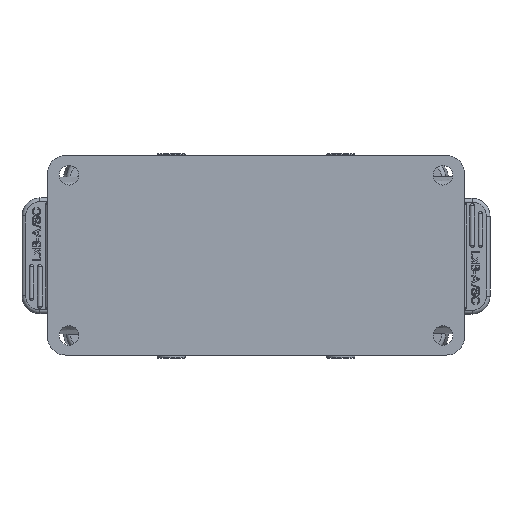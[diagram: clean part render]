
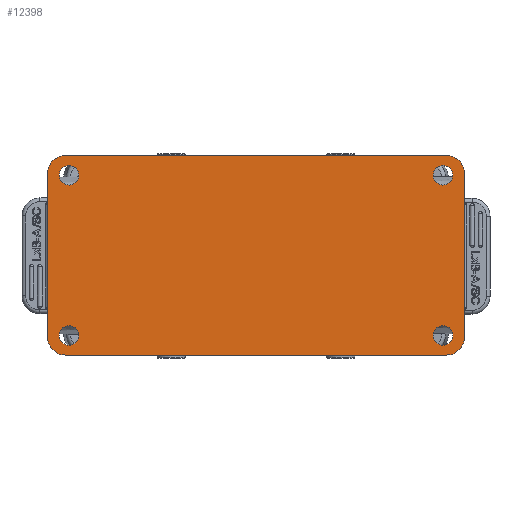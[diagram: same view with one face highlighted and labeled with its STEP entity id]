
A CAD part, front view. The second image highlights one B-rep face of the part: STEP entity #12398.
In plain terms, the highlighted planar face has unit normal (0, -1, 0).
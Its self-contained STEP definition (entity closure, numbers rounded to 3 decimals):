
#8177=CIRCLE('',#35397,2.75);
#8179=CIRCLE('',#35400,2.75);
#8182=CIRCLE('',#35404,2.75);
#8781=CIRCLE('',#36692,2.75);
#8784=CIRCLE('',#36696,2.75);
#8785=CIRCLE('',#36698,2.75);
#8788=CIRCLE('',#36702,2.75);
#8800=CIRCLE('',#36730,5.);
#8801=CIRCLE('',#36732,5.);
#8911=CIRCLE('',#37034,5.);
#8912=CIRCLE('',#37036,2.75);
#8913=CIRCLE('',#37037,5.);
#9251=FACE_BOUND('',#16159,.T.);
#9252=FACE_BOUND('',#16160,.T.);
#9253=FACE_BOUND('',#16161,.T.);
#9254=FACE_BOUND('',#16162,.T.);
#9255=FACE_BOUND('',#16163,.T.);
#12398=ADVANCED_FACE('',(#9251,#9252,#9253,#9254,#9255),#13232,.F.);
#13232=PLANE('',#37038);
#16159=EDGE_LOOP('',(#27099,#27100));
#16160=EDGE_LOOP('',(#27101,#27102));
#16161=EDGE_LOOP('',(#27103,#27104));
#16162=EDGE_LOOP('',(#27105,#27106));
#16163=EDGE_LOOP('',(#27107,#27108,#27109,#27110,#27111,#27112,#27113,#27114));
#17898=LINE('',#56362,#19835);
#17919=LINE('',#56820,#19856);
#18120=LINE('',#61210,#20057);
#18121=LINE('',#61211,#20058);
#19835=VECTOR('',#42590,1.);
#19856=VECTOR('',#42669,1.);
#20057=VECTOR('',#43430,1.);
#20058=VECTOR('',#43431,1.);
#27099=ORIENTED_EDGE('',*,*,#31845,.F.);
#27100=ORIENTED_EDGE('',*,*,#34530,.F.);
#27101=ORIENTED_EDGE('',*,*,#33966,.F.);
#27102=ORIENTED_EDGE('',*,*,#33971,.F.);
#27103=ORIENTED_EDGE('',*,*,#33960,.F.);
#27104=ORIENTED_EDGE('',*,*,#33965,.F.);
#27105=ORIENTED_EDGE('',*,*,#31849,.F.);
#27106=ORIENTED_EDGE('',*,*,#31854,.F.);
#27107=ORIENTED_EDGE('',*,*,#34531,.F.);
#27108=ORIENTED_EDGE('',*,*,#34532,.F.);
#27109=ORIENTED_EDGE('',*,*,#34022,.F.);
#27110=ORIENTED_EDGE('',*,*,#34078,.F.);
#27111=ORIENTED_EDGE('',*,*,#34020,.F.);
#27112=ORIENTED_EDGE('',*,*,#34017,.T.);
#27113=ORIENTED_EDGE('',*,*,#34528,.F.);
#27114=ORIENTED_EDGE('',*,*,#34533,.F.);
#28879=VERTEX_POINT('',#47546);
#28880=VERTEX_POINT('',#47547);
#28883=VERTEX_POINT('',#47555);
#28884=VERTEX_POINT('',#47556);
#30309=VERTEX_POINT('',#55806);
#30310=VERTEX_POINT('',#55807);
#30313=VERTEX_POINT('',#55818);
#30314=VERTEX_POINT('',#55819);
#30348=VERTEX_POINT('',#56363);
#30349=VERTEX_POINT('',#56364);
#30350=VERTEX_POINT('',#56369);
#30351=VERTEX_POINT('',#56373);
#30352=VERTEX_POINT('',#56374);
#30661=VERTEX_POINT('',#61203);
#30662=VERTEX_POINT('',#61208);
#30663=VERTEX_POINT('',#61209);
#31845=EDGE_CURVE('',#28879,#28880,#8177,.T.);
#31849=EDGE_CURVE('',#28883,#28884,#8179,.T.);
#31854=EDGE_CURVE('',#28884,#28883,#8182,.T.);
#33960=EDGE_CURVE('',#30309,#30310,#8781,.T.);
#33965=EDGE_CURVE('',#30310,#30309,#8784,.T.);
#33966=EDGE_CURVE('',#30313,#30314,#8785,.T.);
#33971=EDGE_CURVE('',#30314,#30313,#8788,.T.);
#34017=EDGE_CURVE('',#30348,#30349,#17898,.T.);
#34020=EDGE_CURVE('',#30348,#30350,#8800,.T.);
#34022=EDGE_CURVE('',#30351,#30352,#8801,.T.);
#34078=EDGE_CURVE('',#30350,#30351,#17919,.T.);
#34528=EDGE_CURVE('',#30661,#30349,#8911,.T.);
#34530=EDGE_CURVE('',#28880,#28879,#8912,.T.);
#34531=EDGE_CURVE('',#30662,#30663,#8913,.T.);
#34532=EDGE_CURVE('',#30352,#30662,#18120,.T.);
#34533=EDGE_CURVE('',#30663,#30661,#18121,.T.);
#35397=AXIS2_PLACEMENT_3D('',#47545,#38847,#38848);
#35400=AXIS2_PLACEMENT_3D('',#47554,#38855,#38856);
#35404=AXIS2_PLACEMENT_3D('',#47564,#38865,#38866);
#36692=AXIS2_PLACEMENT_3D('',#55805,#42499,#42500);
#36696=AXIS2_PLACEMENT_3D('',#55815,#42509,#42510);
#36698=AXIS2_PLACEMENT_3D('',#55817,#42513,#42514);
#36702=AXIS2_PLACEMENT_3D('',#55827,#42523,#42524);
#36730=AXIS2_PLACEMENT_3D('',#56368,#42595,#42596);
#36732=AXIS2_PLACEMENT_3D('',#56372,#42600,#42601);
#37034=AXIS2_PLACEMENT_3D('',#61202,#43421,#43422);
#37036=AXIS2_PLACEMENT_3D('',#61206,#43426,#43427);
#37037=AXIS2_PLACEMENT_3D('',#61207,#43428,#43429);
#37038=AXIS2_PLACEMENT_3D('',#61212,#43432,#43433);
#38847=DIRECTION('',(0.,-1.,0.));
#38848=DIRECTION('',(0.,0.,-1.));
#38855=DIRECTION('',(0.,-1.,0.));
#38856=DIRECTION('',(0.,0.,-1.));
#38865=DIRECTION('',(0.,-1.,0.));
#38866=DIRECTION('',(0.,0.,1.));
#42499=DIRECTION('',(0.,-1.,0.));
#42500=DIRECTION('',(0.,0.,-1.));
#42509=DIRECTION('',(0.,-1.,0.));
#42510=DIRECTION('',(0.,0.,1.));
#42513=DIRECTION('',(0.,-1.,0.));
#42514=DIRECTION('',(0.,0.,-1.));
#42523=DIRECTION('',(0.,-1.,0.));
#42524=DIRECTION('',(0.,0.,1.));
#42590=DIRECTION('',(1.,0.,0.));
#42595=DIRECTION('',(0.,1.,0.));
#42596=DIRECTION('',(0.,0.,-1.));
#42600=DIRECTION('',(0.,1.,0.));
#42601=DIRECTION('',(-1.,0.,0.));
#42669=DIRECTION('',(0.,0.,1.));
#43421=DIRECTION('',(0.,1.,0.));
#43422=DIRECTION('',(1.,0.,0.));
#43426=DIRECTION('',(0.,-1.,0.));
#43427=DIRECTION('',(0.,0.,1.));
#43428=DIRECTION('',(0.,1.,0.));
#43429=DIRECTION('',(0.,0.,1.));
#43430=DIRECTION('',(1.,0.,0.));
#43431=DIRECTION('',(0.,0.,-1.));
#43432=DIRECTION('',(0.,1.,0.));
#43433=DIRECTION('',(0.,0.,1.));
#47545=CARTESIAN_POINT('',(112.,0.,22.68));
#47546=CARTESIAN_POINT('',(112.,0.,19.93));
#47547=CARTESIAN_POINT('',(112.,0.,25.43));
#47554=CARTESIAN_POINT('',(7.,0.,22.68));
#47555=CARTESIAN_POINT('',(7.,0.,19.93));
#47556=CARTESIAN_POINT('',(7.,0.,25.43));
#47564=CARTESIAN_POINT('',(7.,0.,22.68));
#55805=CARTESIAN_POINT('',(7.,0.,-22.32));
#55806=CARTESIAN_POINT('',(7.,0.,-25.07));
#55807=CARTESIAN_POINT('',(7.,0.,-19.57));
#55815=CARTESIAN_POINT('',(7.,0.,-22.32));
#55817=CARTESIAN_POINT('',(112.,0.,-22.32));
#55818=CARTESIAN_POINT('',(112.,0.,-25.07));
#55819=CARTESIAN_POINT('',(112.,0.,-19.57));
#55827=CARTESIAN_POINT('',(112.,0.,-22.32));
#56362=CARTESIAN_POINT('',(6.,0.,-27.82));
#56363=CARTESIAN_POINT('',(6.,0.,-27.82));
#56364=CARTESIAN_POINT('',(113.,0.,-27.82));
#56368=CARTESIAN_POINT('',(6.,0.,-22.82));
#56369=CARTESIAN_POINT('',(1.,0.,-22.82));
#56372=CARTESIAN_POINT('',(6.,0.,23.18));
#56373=CARTESIAN_POINT('',(1.,0.,23.18));
#56374=CARTESIAN_POINT('',(6.,0.,28.18));
#56820=CARTESIAN_POINT('',(1.,0.,-22.82));
#61202=CARTESIAN_POINT('',(113.,0.,-22.82));
#61203=CARTESIAN_POINT('',(118.,0.,-22.82));
#61206=CARTESIAN_POINT('',(112.,0.,22.68));
#61207=CARTESIAN_POINT('',(113.,0.,23.18));
#61208=CARTESIAN_POINT('',(113.,0.,28.18));
#61209=CARTESIAN_POINT('',(118.,0.,23.18));
#61210=CARTESIAN_POINT('',(6.,0.,28.18));
#61211=CARTESIAN_POINT('',(118.,0.,23.18));
#61212=CARTESIAN_POINT('',(59.5,0.,0.18));
